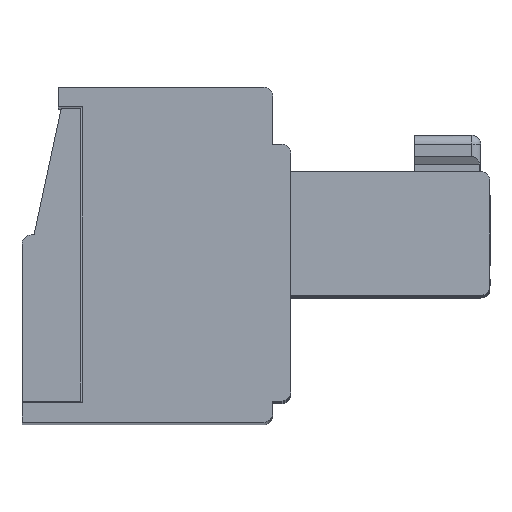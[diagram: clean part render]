
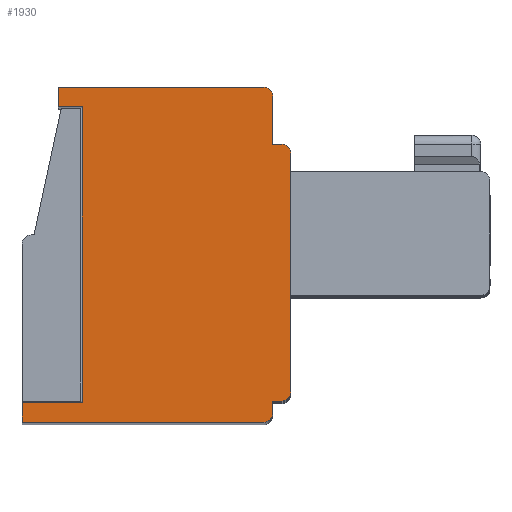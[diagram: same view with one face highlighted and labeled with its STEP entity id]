
A CAD part, top view. The second image highlights one B-rep face of the part: STEP entity #1930.
In plain terms, the highlighted planar face has unit normal (0, 0, 1).
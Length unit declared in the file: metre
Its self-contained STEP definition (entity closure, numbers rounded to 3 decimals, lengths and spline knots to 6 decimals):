
#1930=ADVANCED_FACE('',(#4663),#4664,.F.);
#4663=FACE_OUTER_BOUND('',#8298,.T.);
#4664=PLANE('',#8299);
#8298=EDGE_LOOP('',(#14037,#14038,#14039,#14040,#14041,#14042,#14043,#14044,#14045,#14046,#14047,#14048,#14049,#14050,#14051,#14052));
#8299=AXIS2_PLACEMENT_3D('',#14053,#14054,#14055);
#14037=ORIENTED_EDGE('',*,*,#22743,.F.);
#14038=ORIENTED_EDGE('',*,*,#22744,.T.);
#14039=ORIENTED_EDGE('',*,*,#22745,.T.);
#14040=ORIENTED_EDGE('',*,*,#22746,.T.);
#14041=ORIENTED_EDGE('',*,*,#22747,.T.);
#14042=ORIENTED_EDGE('',*,*,#22748,.T.);
#14043=ORIENTED_EDGE('',*,*,#22749,.T.);
#14044=ORIENTED_EDGE('',*,*,#22750,.T.);
#14045=ORIENTED_EDGE('',*,*,#22751,.F.);
#14046=ORIENTED_EDGE('',*,*,#22752,.T.);
#14047=ORIENTED_EDGE('',*,*,#22753,.T.);
#14048=ORIENTED_EDGE('',*,*,#22754,.T.);
#14049=ORIENTED_EDGE('',*,*,#22755,.T.);
#14050=ORIENTED_EDGE('',*,*,#21470,.T.);
#14051=ORIENTED_EDGE('',*,*,#22756,.T.);
#14052=ORIENTED_EDGE('',*,*,#22757,.T.);
#14053=CARTESIAN_POINT('',(0.013673,0.00851,0.044633));
#14054=DIRECTION('',(0.,0.,-1.0));
#14055=DIRECTION('',(0.0,-1.0,0.));
#21470=EDGE_CURVE('',#25749,#25746,#25750,.T.);
#22743=EDGE_CURVE('',#27733,#27734,#27735,.T.);
#22744=EDGE_CURVE('',#27733,#27736,#27737,.T.);
#22745=EDGE_CURVE('',#27736,#27738,#27739,.T.);
#22746=EDGE_CURVE('',#27738,#27740,#27741,.T.);
#22747=EDGE_CURVE('',#27740,#27742,#27743,.T.);
#22748=EDGE_CURVE('',#27742,#27744,#27745,.T.);
#22749=EDGE_CURVE('',#27744,#27746,#27747,.T.);
#22750=EDGE_CURVE('',#27746,#27748,#27749,.T.);
#22751=EDGE_CURVE('',#27750,#27748,#27751,.T.);
#22752=EDGE_CURVE('',#27750,#27752,#27753,.T.);
#22753=EDGE_CURVE('',#27752,#27754,#27755,.T.);
#22754=EDGE_CURVE('',#27754,#27756,#27757,.T.);
#22755=EDGE_CURVE('',#27756,#25749,#27758,.T.);
#22756=EDGE_CURVE('',#25746,#27759,#27760,.T.);
#22757=EDGE_CURVE('',#27759,#27734,#27761,.T.);
#25746=VERTEX_POINT('',#32202);
#25749=VERTEX_POINT('',#32206);
#25750=LINE('',#32207,#32208);
#27733=VERTEX_POINT('',#35037);
#27734=VERTEX_POINT('',#35038);
#27735=LINE('',#35039,#35040);
#27736=VERTEX_POINT('',#35041);
#27737=LINE('',#35042,#35043);
#27738=VERTEX_POINT('',#35044);
#27739=LINE('',#35045,#35046);
#27740=VERTEX_POINT('',#35047);
#27741=LINE('',#35048,#35049);
#27742=VERTEX_POINT('',#35050);
#27743=CIRCLE('',#35051,0.0003);
#27744=VERTEX_POINT('',#35052);
#27745=LINE('',#35053,#35054);
#27746=VERTEX_POINT('',#35055);
#27747=LINE('',#35056,#35057);
#27748=VERTEX_POINT('',#35058);
#27749=CIRCLE('',#35059,0.0003);
#27750=VERTEX_POINT('',#35060);
#27751=LINE('',#35061,#35062);
#27752=VERTEX_POINT('',#35063);
#27753=CIRCLE('',#35064,0.0003);
#27754=VERTEX_POINT('',#35065);
#27755=LINE('',#35066,#35067);
#27756=VERTEX_POINT('',#35068);
#27757=LINE('',#35069,#35070);
#27758=CIRCLE('',#35071,0.0003);
#27759=VERTEX_POINT('',#35072);
#27760=LINE('',#35073,#35074);
#27761=LINE('',#35075,#35076);
#32202=CARTESIAN_POINT('',(-0.000327,0.01161,0.044633));
#32206=CARTESIAN_POINT('',(0.006473,0.01161,0.044633));
#32207=CARTESIAN_POINT('',(0.013673,0.01161,0.044633));
#32208=VECTOR('',#40225,1.0);
#35037=CARTESIAN_POINT('',(0.000473,0.00116,0.044633));
#35038=CARTESIAN_POINT('',(0.000473,0.01096,0.044633));
#35039=CARTESIAN_POINT('',(0.000473,0.00116,0.044633));
#35040=VECTOR('',#41496,1.0);
#35041=CARTESIAN_POINT('',(-0.001527,0.00116,0.044633));
#35042=CARTESIAN_POINT('',(0.013673,0.00116,0.044633));
#35043=VECTOR('',#41497,1.0);
#35044=CARTESIAN_POINT('',(-0.001527,0.00051,0.044633));
#35045=CARTESIAN_POINT('',(-0.001527,0.00851,0.044633));
#35046=VECTOR('',#41498,1.0);
#35047=CARTESIAN_POINT('',(0.006473,0.00051,0.044633));
#35048=CARTESIAN_POINT('',(0.013673,0.00051,0.044633));
#35049=VECTOR('',#41499,1.0);
#35050=CARTESIAN_POINT('',(0.006773,0.00081,0.044633));
#35051=AXIS2_PLACEMENT_3D('',#41500,#41501,#41502);
#35052=CARTESIAN_POINT('',(0.006773,0.00121,0.044633));
#35053=CARTESIAN_POINT('',(0.006773,0.00851,0.044633));
#35054=VECTOR('',#41503,1.0);
#35055=CARTESIAN_POINT('',(0.007073,0.00121,0.044633));
#35056=CARTESIAN_POINT('',(0.013673,0.00121,0.044633));
#35057=VECTOR('',#41504,1.0);
#35058=CARTESIAN_POINT('',(0.007373,0.00151,0.044633));
#35059=AXIS2_PLACEMENT_3D('',#41505,#41506,#41507);
#35060=CARTESIAN_POINT('',(0.007373,0.00941,0.044633));
#35061=CARTESIAN_POINT('',(0.007373,0.00941,0.044633));
#35062=VECTOR('',#41508,1.0);
#35063=CARTESIAN_POINT('',(0.007073,0.00971,0.044633));
#35064=AXIS2_PLACEMENT_3D('',#41509,#41510,#41511);
#35065=CARTESIAN_POINT('',(0.006773,0.00971,0.044633));
#35066=CARTESIAN_POINT('',(0.006773,0.00971,0.044633));
#35067=VECTOR('',#41512,1.0);
#35068=CARTESIAN_POINT('',(0.006773,0.01131,0.044633));
#35069=CARTESIAN_POINT('',(0.006773,0.00851,0.044633));
#35070=VECTOR('',#41513,1.0);
#35071=AXIS2_PLACEMENT_3D('',#41514,#41515,#41516);
#35072=CARTESIAN_POINT('',(-0.000327,0.01096,0.044633));
#35073=CARTESIAN_POINT('',(-0.000327,0.00851,0.044633));
#35074=VECTOR('',#41517,1.0);
#35075=CARTESIAN_POINT('',(0.013673,0.01096,0.044633));
#35076=VECTOR('',#41518,1.0);
#40225=DIRECTION('',(-1.0,0.,0.));
#41496=DIRECTION('',(0.,1.0,0.0));
#41497=DIRECTION('',(-1.0,0.,0.));
#41498=DIRECTION('',(0.,-1.0,0.));
#41499=DIRECTION('',(1.0,0.,0.));
#41500=CARTESIAN_POINT('',(0.006473,0.00081,0.044633));
#41501=DIRECTION('',(0.,0.,1.0));
#41502=DIRECTION('',(-1.0,0.,0.));
#41503=DIRECTION('',(0.,1.0,0.));
#41504=DIRECTION('',(1.0,0.,0.));
#41505=CARTESIAN_POINT('',(0.007073,0.00151,0.044633));
#41506=DIRECTION('',(0.,0.,1.0));
#41507=DIRECTION('',(-1.0,0.,0.));
#41508=DIRECTION('',(0.,-1.0,0.0));
#41509=CARTESIAN_POINT('',(0.007073,0.00941,0.044633));
#41510=DIRECTION('',(0.,0.,1.0));
#41511=DIRECTION('',(-1.0,0.0,0.));
#41512=DIRECTION('',(-1.0,0.,0.));
#41513=DIRECTION('',(0.,1.0,0.));
#41514=CARTESIAN_POINT('',(0.006473,0.01131,0.044633));
#41515=DIRECTION('',(0.,0.,1.0));
#41516=DIRECTION('',(-1.0,0.,0.));
#41517=DIRECTION('',(0.,-1.0,0.));
#41518=DIRECTION('',(1.0,0.,0.));
